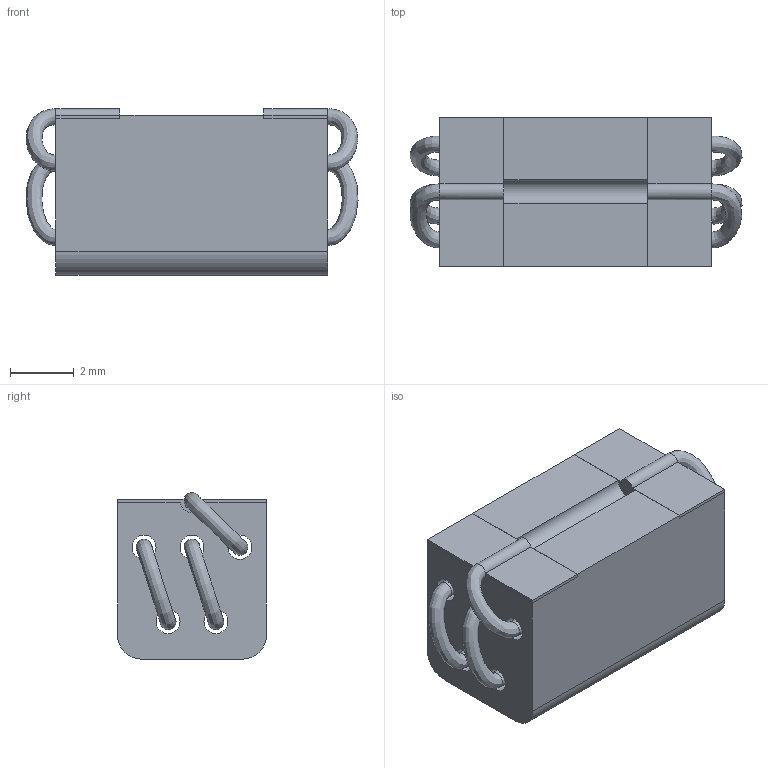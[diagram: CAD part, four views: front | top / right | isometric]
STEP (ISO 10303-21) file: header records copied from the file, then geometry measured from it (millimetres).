
FILE_DESCRIPTION(/* description */ ('Unknown'),/* implementation_level */ '2;1');
FILE_NAME(/* name */ '7427512',/* time_stamp */ '2019-07-08T15:52:58+02:00',/* author */ ('Unknown'),/* organization */ ('Unknown'),/* preprocessor_version */ 'ST-DEVELOPER v16.7',/* originating_system */ 'DEX',/* authorisation */ $);
FILE_SCHEMA (('AUTOMOTIVE_DESIGN {1 0 10303 214 3 1 1}'));
Length unit declared in the file: millimetre
Products named in the file (3): 7427512; Kern; Pin
Assembly tree (2 placements, depth 2):
  7427512
    Kern
    Pin
Bounding box: 10.38 x 4.65 x 5.2 mm (x, y, z)
Volume: 187.8 mm3; surface area: 447.3 mm2
Topology: 6 solids, 6 shells, 62 faces, 161 edges, 107 vertices
Faces by surface type: plane 37, cylinder 19, bspline 6
Full cylindrical faces by diameter (mm): 0.5 x7, 0.75 x5
Entity records: 2757 total; most frequent: CARTESIAN_POINT 1239, DIRECTION 292, ORIENTED_EDGE 264, EDGE_CURVE 132, AXIS2_PLACEMENT_3D 101, VERTEX_POINT 96, LINE 90, VECTOR 90
